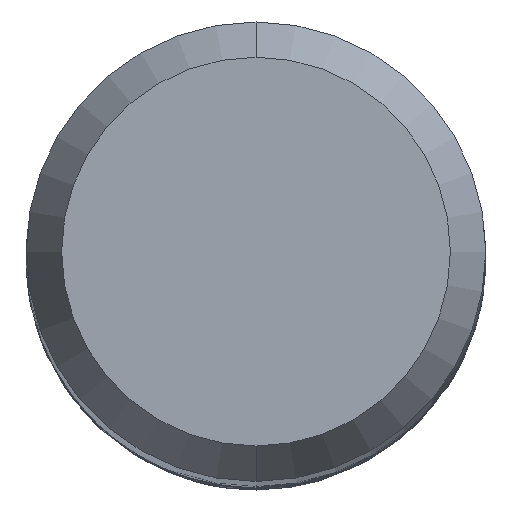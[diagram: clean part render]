
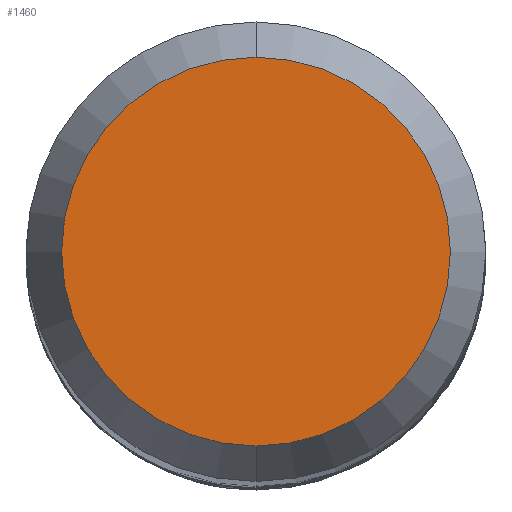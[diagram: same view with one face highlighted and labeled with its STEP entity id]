
A CAD part, top view. The second image highlights one B-rep face of the part: STEP entity #1460.
In plain terms, the highlighted planar face has unit normal (0, 0, 1).
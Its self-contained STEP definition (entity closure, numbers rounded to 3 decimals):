
#596=VERTEX_POINT('',#1712);
#680=VERTEX_POINT('',#1803);
#1188=EDGE_CURVE('',#596,#680,#2355,.T.);
#1316=EDGE_CURVE('',#680,#596,#2494,.T.);
#1460=ADVANCED_FACE('',(#2654),#2655,.T.);
#1712=CARTESIAN_POINT('',(0.0,2.538,0.0));
#1803=CARTESIAN_POINT('',(0.,-2.538,0.0));
#2355=CIRCLE('',#8000,2.538);
#2494=CIRCLE('',#10505,2.538);
#2654=FACE_OUTER_BOUND('',#11966,.T.);
#2655=PLANE('',#11967);
#8000=AXIS2_PLACEMENT_3D('',#14136,#14137,#14138);
#10505=AXIS2_PLACEMENT_3D('',#14255,#14256,#14257);
#11966=EDGE_LOOP('',(#14451,#14452));
#11967=AXIS2_PLACEMENT_3D('',#14453,#14454,#14455);
#14136=CARTESIAN_POINT('',(0.0,0.0,0.0));
#14137=DIRECTION('',(0.0,0.0,-1.0));
#14138=DIRECTION('',(0.0,1.0,0.0));
#14255=CARTESIAN_POINT('',(0.0,0.0,0.0));
#14256=DIRECTION('',(0.0,0.0,-1.0));
#14257=DIRECTION('',(0.0,1.0,0.0));
#14451=ORIENTED_EDGE('',*,*,#1188,.F.);
#14452=ORIENTED_EDGE('',*,*,#1316,.F.);
#14453=CARTESIAN_POINT('',(0.0,1.269,0.0));
#14454=DIRECTION('',(-0.0,0.0,1.0));
#14455=DIRECTION('',(0.0,-1.0,0.0));
